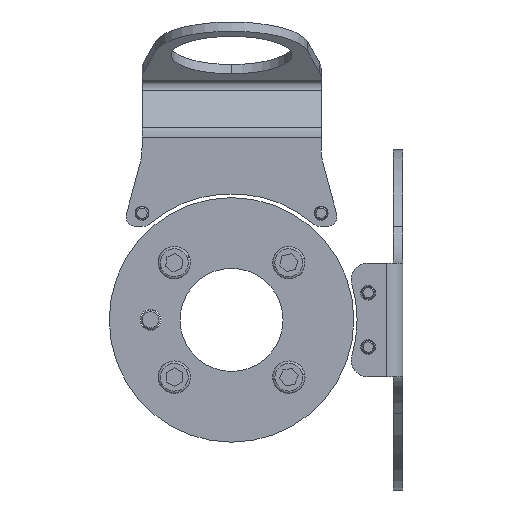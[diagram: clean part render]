
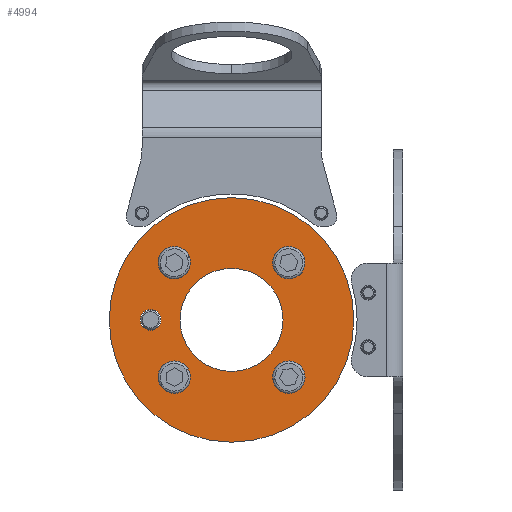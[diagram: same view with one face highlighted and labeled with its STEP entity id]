
A CAD part, front view. The second image highlights one B-rep face of the part: STEP entity #4994.
In plain terms, the highlighted planar face has unit normal (0, -1, 0).
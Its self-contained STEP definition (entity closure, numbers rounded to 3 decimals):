
#2 = CIRCLE ( 'NONE', #903, 3.2 ) ;
#3 = AXIS2_PLACEMENT_3D ( 'NONE', #5791, #5270, #4737 ) ;
#14 = ORIENTED_EDGE ( 'NONE', *, *, #5098, .T. ) ;
#101 = CIRCLE ( 'NONE', #6468, 15.9 ) ;
#314 = EDGE_CURVE ( 'NONE', #3024, #5373, #4987, .T. ) ;
#352 = CARTESIAN_POINT ( 'NONE',  ( -20.878, -5., -17.678 ) ) ;
#412 = DIRECTION ( 'NONE',  ( 0., 1., 0. ) ) ;
#429 = CARTESIAN_POINT ( 'NONE',  ( -17.678, -5., -17.678 ) ) ;
#538 = AXIS2_PLACEMENT_3D ( 'NONE', #2259, #2788, #4477 ) ;
#550 = ORIENTED_EDGE ( 'NONE', *, *, #4469, .T. ) ;
#561 = AXIS2_PLACEMENT_3D ( 'NONE', #3331, #1170, #1722 ) ;
#595 = ORIENTED_EDGE ( 'NONE', *, *, #2091, .T. ) ;
#611 = VERTEX_POINT ( 'NONE', #2713 ) ;
#623 = AXIS2_PLACEMENT_3D ( 'NONE', #1361, #2442, #1949 ) ;
#661 = CARTESIAN_POINT ( 'NONE',  ( 17.678, -5., 17.678 ) ) ;
#709 = EDGE_LOOP ( 'NONE', ( #595, #2676 ) ) ;
#903 = AXIS2_PLACEMENT_3D ( 'NONE', #4096, #3078, #6225 ) ;
#1170 = DIRECTION ( 'NONE',  ( 0., 1., 0. ) ) ;
#1232 = CIRCLE ( 'NONE', #5352, 3.2 ) ;
#1269 = DIRECTION ( 'NONE',  ( 0., 1., 0. ) ) ;
#1273 = CARTESIAN_POINT ( 'NONE',  ( -21.8, -5., 0. ) ) ;
#1333 = FACE_BOUND ( 'NONE', #1968, .T. ) ;
#1347 = CIRCLE ( 'NONE', #561, 3.2 ) ;
#1361 = CARTESIAN_POINT ( 'NONE',  ( 0., -5., 0. ) ) ;
#1404 = EDGE_CURVE ( 'NONE', #4037, #6797, #101, .T. ) ;
#1541 = ORIENTED_EDGE ( 'NONE', *, *, #1958, .T. ) ;
#1616 = EDGE_CURVE ( 'NONE', #5880, #5659, #4892, .T. ) ;
#1623 = CARTESIAN_POINT ( 'NONE',  ( -17.678, -5., 17.678 ) ) ;
#1716 = EDGE_CURVE ( 'NONE', #5373, #3024, #3345, .T. ) ;
#1722 = DIRECTION ( 'NONE',  ( 1., 0., 0. ) ) ;
#1844 = DIRECTION ( 'NONE',  ( 0., 1., 0. ) ) ;
#1898 = CIRCLE ( 'NONE', #2802, 3.2 ) ;
#1918 = ORIENTED_EDGE ( 'NONE', *, *, #1616, .F. ) ;
#1949 = DIRECTION ( 'NONE',  ( 1., 0., 0. ) ) ;
#1958 = EDGE_CURVE ( 'NONE', #3187, #3330, #1347, .T. ) ;
#1968 = EDGE_LOOP ( 'NONE', ( #6481, #14 ) ) ;
#2010 = DIRECTION ( 'NONE',  ( 1., 0., 0. ) ) ;
#2036 = CARTESIAN_POINT ( 'NONE',  ( -28.2, -5., 0. ) ) ;
#2091 = EDGE_CURVE ( 'NONE', #611, #4534, #2, .T. ) ;
#2150 = CARTESIAN_POINT ( 'NONE',  ( 17.678, -5., -17.678 ) ) ;
#2184 = CARTESIAN_POINT ( 'NONE',  ( 20.878, -5., -17.678 ) ) ;
#2252 = ORIENTED_EDGE ( 'NONE', *, *, #4268, .T. ) ;
#2259 = CARTESIAN_POINT ( 'NONE',  ( 17.678, -5., -17.678 ) ) ;
#2392 = CARTESIAN_POINT ( 'NONE',  ( 15.9, -5., 0. ) ) ;
#2417 = DIRECTION ( 'NONE',  ( 1., 0., 0. ) ) ;
#2442 = DIRECTION ( 'NONE',  ( 0., 1., 0. ) ) ;
#2483 = CARTESIAN_POINT ( 'NONE',  ( 0., -5., 0. ) ) ;
#2502 = CIRCLE ( 'NONE', #3498, 3.2 ) ;
#2513 = DIRECTION ( 'NONE',  ( 1., 0., 0. ) ) ;
#2570 = DIRECTION ( 'NONE',  ( 1., 0., 0. ) ) ;
#2587 = ORIENTED_EDGE ( 'NONE', *, *, #6650, .F. ) ;
#2638 = CIRCLE ( 'NONE', #3972, 3.2 ) ;
#2676 = ORIENTED_EDGE ( 'NONE', *, *, #6518, .T. ) ;
#2682 = AXIS2_PLACEMENT_3D ( 'NONE', #2150, #6901, #3228 ) ;
#2683 = EDGE_LOOP ( 'NONE', ( #1541, #2887 ) ) ;
#2713 = CARTESIAN_POINT ( 'NONE',  ( 20.878, -5., 17.678 ) ) ;
#2788 = DIRECTION ( 'NONE',  ( 0., 1., 0. ) ) ;
#2802 = AXIS2_PLACEMENT_3D ( 'NONE', #4422, #6564, #5163 ) ;
#2860 = EDGE_LOOP ( 'NONE', ( #550, #4769 ) ) ;
#2887 = ORIENTED_EDGE ( 'NONE', *, *, #4980, .T. ) ;
#2952 = ORIENTED_EDGE ( 'NONE', *, *, #314, .T. ) ;
#3008 = EDGE_CURVE ( 'NONE', #4420, #5971, #2502, .T. ) ;
#3009 = CIRCLE ( 'NONE', #3230, 15.9 ) ;
#3024 = VERTEX_POINT ( 'NONE', #2184 ) ;
#3078 = DIRECTION ( 'NONE',  ( 0., 1., 0. ) ) ;
#3168 = CARTESIAN_POINT ( 'NONE',  ( 0., -5., 0. ) ) ;
#3187 = VERTEX_POINT ( 'NONE', #1273 ) ;
#3228 = DIRECTION ( 'NONE',  ( 1., 0., 0. ) ) ;
#3230 = AXIS2_PLACEMENT_3D ( 'NONE', #6502, #1269, #3462 ) ;
#3295 = DIRECTION ( 'NONE',  ( 1., 0., 0. ) ) ;
#3330 = VERTEX_POINT ( 'NONE', #2036 ) ;
#3331 = CARTESIAN_POINT ( 'NONE',  ( -25., -5., 0. ) ) ;
#3334 = AXIS2_PLACEMENT_3D ( 'NONE', #429, #4170, #2570 ) ;
#3345 = CIRCLE ( 'NONE', #2682, 3.2 ) ;
#3448 = VERTEX_POINT ( 'NONE', #5943 ) ;
#3456 = FACE_BOUND ( 'NONE', #2683, .T. ) ;
#3462 = DIRECTION ( 'NONE',  ( 1., 0., 0. ) ) ;
#3498 = AXIS2_PLACEMENT_3D ( 'NONE', #1623, #3820, #3295 ) ;
#3519 = FACE_OUTER_BOUND ( 'NONE', #5019, .T. ) ;
#3609 = CARTESIAN_POINT ( 'NONE',  ( 0., -5., 0. ) ) ;
#3631 = CIRCLE ( 'NONE', #623, 37.75 ) ;
#3724 = VERTEX_POINT ( 'NONE', #352 ) ;
#3759 = DIRECTION ( 'NONE',  ( 1., 0., 0. ) ) ;
#3820 = DIRECTION ( 'NONE',  ( 0., 1., 0. ) ) ;
#3871 = DIRECTION ( 'NONE',  ( 1., 0., 0. ) ) ;
#3899 = AXIS2_PLACEMENT_3D ( 'NONE', #3609, #4616, #2010 ) ;
#3972 = AXIS2_PLACEMENT_3D ( 'NONE', #661, #1844, #3871 ) ;
#4037 = VERTEX_POINT ( 'NONE', #2392 ) ;
#4096 = CARTESIAN_POINT ( 'NONE',  ( 17.678, -5., 17.678 ) ) ;
#4121 = FACE_BOUND ( 'NONE', #6357, .T. ) ;
#4170 = DIRECTION ( 'NONE',  ( 0., 1., 0. ) ) ;
#4268 = EDGE_CURVE ( 'NONE', #3724, #3448, #6672, .T. ) ;
#4420 = VERTEX_POINT ( 'NONE', #6572 ) ;
#4422 = CARTESIAN_POINT ( 'NONE',  ( -25., -5., 0. ) ) ;
#4465 = EDGE_LOOP ( 'NONE', ( #6769, #2252 ) ) ;
#4469 = EDGE_CURVE ( 'NONE', #6797, #4037, #3009, .T. ) ;
#4477 = DIRECTION ( 'NONE',  ( 1., 0., 0. ) ) ;
#4534 = VERTEX_POINT ( 'NONE', #5031 ) ;
#4558 = EDGE_CURVE ( 'NONE', #3448, #3724, #1232, .T. ) ;
#4565 = AXIS2_PLACEMENT_3D ( 'NONE', #2483, #412, #2513 ) ;
#4616 = DIRECTION ( 'NONE',  ( 0., 1., 0. ) ) ;
#4689 = CIRCLE ( 'NONE', #3, 3.2 ) ;
#4737 = DIRECTION ( 'NONE',  ( 1., 0., 0. ) ) ;
#4742 = ORIENTED_EDGE ( 'NONE', *, *, #1716, .T. ) ;
#4769 = ORIENTED_EDGE ( 'NONE', *, *, #1404, .T. ) ;
#4892 = CIRCLE ( 'NONE', #3899, 37.75 ) ;
#4929 = CARTESIAN_POINT ( 'NONE',  ( 37.75, -5., 0. ) ) ;
#4980 = EDGE_CURVE ( 'NONE', #3330, #3187, #1898, .T. ) ;
#4987 = CIRCLE ( 'NONE', #538, 3.2 ) ;
#4994 = ADVANCED_FACE ( 'NONE', ( #5092, #4121, #6145, #1333, #3456, #3519, #5130 ), #5584, .F. ) ;
#5019 = EDGE_LOOP ( 'NONE', ( #1918, #2587 ) ) ;
#5031 = CARTESIAN_POINT ( 'NONE',  ( 14.478, -5., 17.678 ) ) ;
#5083 = CARTESIAN_POINT ( 'NONE',  ( 14.478, -5., -17.678 ) ) ;
#5092 = FACE_BOUND ( 'NONE', #4465, .T. ) ;
#5098 = EDGE_CURVE ( 'NONE', #5971, #4420, #4689, .T. ) ;
#5130 = FACE_BOUND ( 'NONE', #2860, .T. ) ;
#5163 = DIRECTION ( 'NONE',  ( 1., 0., 0. ) ) ;
#5270 = DIRECTION ( 'NONE',  ( 0., 1., 0. ) ) ;
#5352 = AXIS2_PLACEMENT_3D ( 'NONE', #6011, #5486, #2417 ) ;
#5373 = VERTEX_POINT ( 'NONE', #5083 ) ;
#5486 = DIRECTION ( 'NONE',  ( 0., 1., 0. ) ) ;
#5584 = PLANE ( 'NONE',  #4565 ) ;
#5659 = VERTEX_POINT ( 'NONE', #4929 ) ;
#5791 = CARTESIAN_POINT ( 'NONE',  ( -17.678, -5., 17.678 ) ) ;
#5822 = CARTESIAN_POINT ( 'NONE',  ( -15.9, -5., 0. ) ) ;
#5834 = CARTESIAN_POINT ( 'NONE',  ( -20.878, -5., 17.678 ) ) ;
#5880 = VERTEX_POINT ( 'NONE', #6060 ) ;
#5943 = CARTESIAN_POINT ( 'NONE',  ( -14.478, -5., -17.678 ) ) ;
#5971 = VERTEX_POINT ( 'NONE', #5834 ) ;
#6011 = CARTESIAN_POINT ( 'NONE',  ( -17.678, -5., -17.678 ) ) ;
#6060 = CARTESIAN_POINT ( 'NONE',  ( -37.75, -5., 0. ) ) ;
#6145 = FACE_BOUND ( 'NONE', #709, .T. ) ;
#6225 = DIRECTION ( 'NONE',  ( 1., 0., 0. ) ) ;
#6352 = DIRECTION ( 'NONE',  ( 0., 1., 0. ) ) ;
#6357 = EDGE_LOOP ( 'NONE', ( #2952, #4742 ) ) ;
#6468 = AXIS2_PLACEMENT_3D ( 'NONE', #3168, #6352, #3759 ) ;
#6481 = ORIENTED_EDGE ( 'NONE', *, *, #3008, .T. ) ;
#6502 = CARTESIAN_POINT ( 'NONE',  ( 0., -5., 0. ) ) ;
#6518 = EDGE_CURVE ( 'NONE', #4534, #611, #2638, .T. ) ;
#6564 = DIRECTION ( 'NONE',  ( 0., 1., 0. ) ) ;
#6572 = CARTESIAN_POINT ( 'NONE',  ( -14.478, -5., 17.678 ) ) ;
#6650 = EDGE_CURVE ( 'NONE', #5659, #5880, #3631, .T. ) ;
#6672 = CIRCLE ( 'NONE', #3334, 3.2 ) ;
#6769 = ORIENTED_EDGE ( 'NONE', *, *, #4558, .T. ) ;
#6797 = VERTEX_POINT ( 'NONE', #5822 ) ;
#6901 = DIRECTION ( 'NONE',  ( 0., 1., 0. ) ) ;
